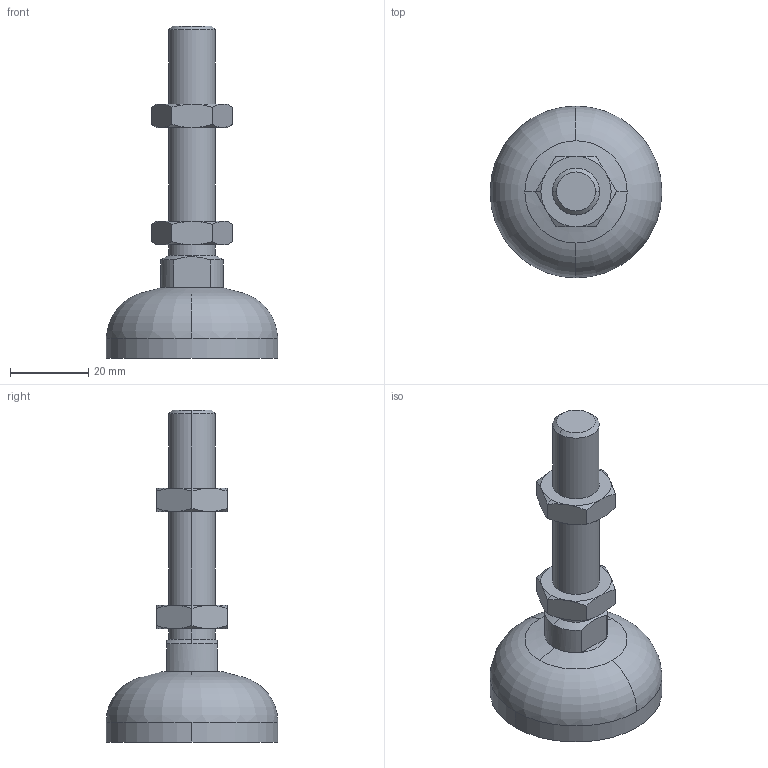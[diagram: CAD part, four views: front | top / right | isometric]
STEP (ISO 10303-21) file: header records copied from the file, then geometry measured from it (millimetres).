
FILE_DESCRIPTION (( 'STEP AP203' ), '1' );
FILE_NAME ('3_842_352_061_Bosch.step', '2024-06-10T08:19:43', ( '' ), ( '' ), 'SwSTEP 2.0', 'SolidWorks 2014', '' );
FILE_SCHEMA (( 'CONFIG_CONTROL_DESIGN' ));
Length unit declared in the file: millimetre
Products named in the file (1): 3_842_352_061_Bosch
Bounding box: 44 x 44 x 85 mm (x, y, z)
Volume: 22475.8 mm3; surface area: 9329.7 mm2
Topology: 1 solids, 2 shells, 89 faces, 199 edges, 116 vertices
Faces by surface type: cone 38, plane 23, cylinder 19, sphere 5, torus 4
Entity records: 2718 total; most frequent: CARTESIAN_POINT 728, DIRECTION 411, ORIENTED_EDGE 388, EDGE_CURVE 194, AXIS2_PLACEMENT_3D 181, VERTEX_POINT 116, EDGE_LOOP 98, CIRCLE 91
